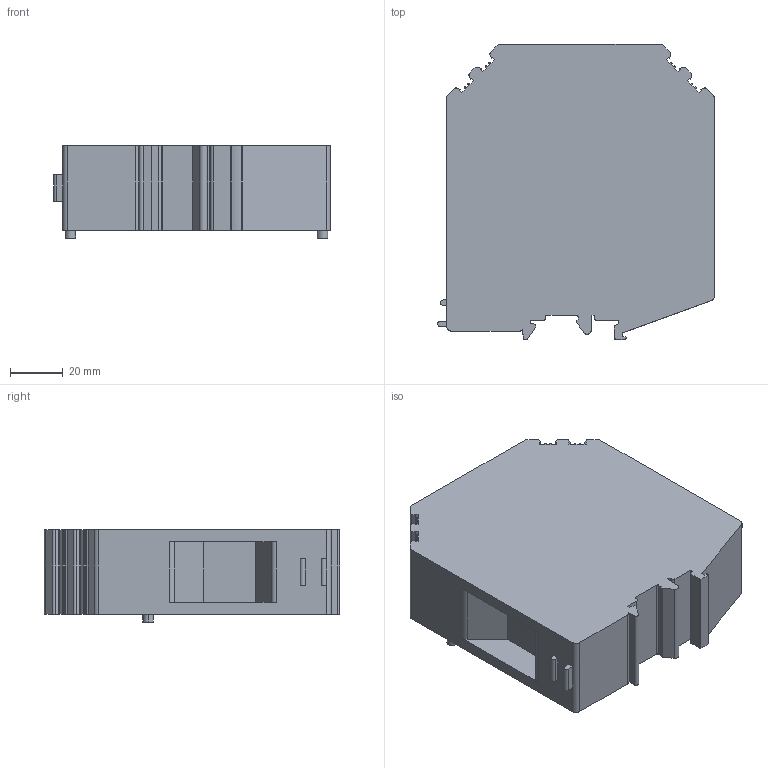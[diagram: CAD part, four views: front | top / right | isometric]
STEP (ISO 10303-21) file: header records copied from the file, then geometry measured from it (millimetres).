
FILE_DESCRIPTION((''),'2;1');
FILE_NAME('UKJ-150','2021-09-02T',('Administrator'),(''),'PRO/ENGINEER BY PARAMETRIC TECHNOLOGY CORPORATION, 2013230','PRO/ENGINEER BY PARAMETRIC TECHNOLOGY CORPORATION, 2013230','');
FILE_SCHEMA(('AUTOMOTIVE_DESIGN { 1 0 10303 214 1 1 1 1 }'));
Length unit declared in the file: millimetre
Products named in the file (1): UKJ-150
Bounding box: 104.75 x 111.8 x 35 mm (x, y, z)
Volume: 310745.9 mm3; surface area: 38049.5 mm2
Topology: 1 solids, 1 shells, 160 faces, 478 edges, 328 vertices
Faces by surface type: plane 110, cylinder 50
Entity records: 5504 total; most frequent: CARTESIAN_POINT 988, ORIENTED_EDGE 956, DIRECTION 920, EDGE_CURVE 478, VECTOR 348, LINE 348, VERTEX_POINT 328, AXIS2_PLACEMENT_3D 286
